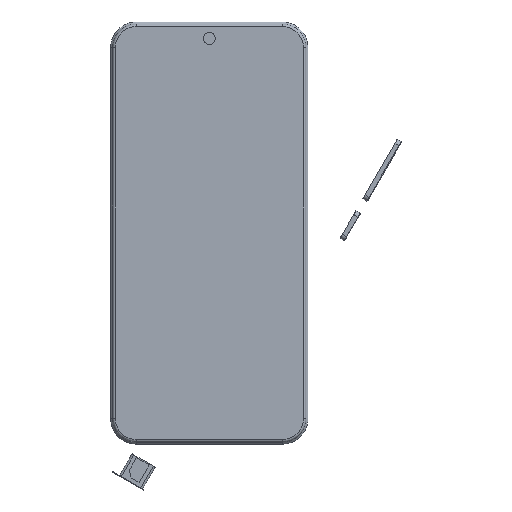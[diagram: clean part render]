
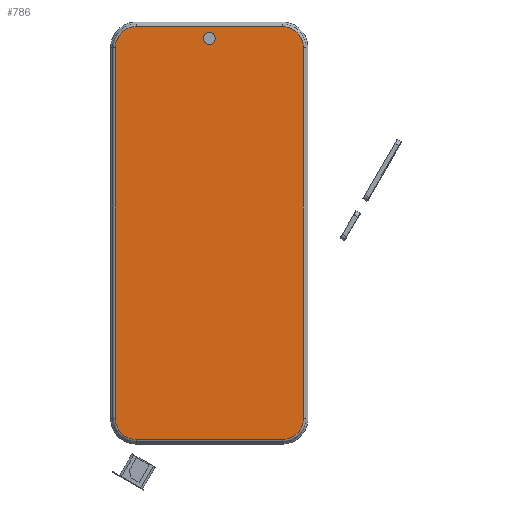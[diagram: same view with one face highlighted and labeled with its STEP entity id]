
A CAD part, top view. The second image highlights one B-rep face of the part: STEP entity #786.
In plain terms, the highlighted planar face has unit normal (0, 0, 1).
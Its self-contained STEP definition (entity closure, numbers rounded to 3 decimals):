
#66 = VECTOR ( 'NONE', #2307, 1000. ) ;
#218 = AXIS2_PLACEMENT_3D ( 'NONE', #5983, #679, #5071 ) ;
#399 = PLANE ( 'NONE',  #5264 ) ;
#653 = LINE ( 'NONE', #4624, #854 ) ;
#679 = DIRECTION ( 'NONE',  ( 0., 0., 1. ) ) ;
#702 = DIRECTION ( 'NONE',  ( 0., 0., 1. ) ) ;
#784 = DIRECTION ( 'NONE',  ( 0., 0., 1. ) ) ;
#786 = ADVANCED_FACE ( 'NONE', ( #2872, #4814 ), #399, .T. ) ;
#854 = VECTOR ( 'NONE', #4046, 1000. ) ;
#882 = DIRECTION ( 'NONE',  ( 0., 0., 1. ) ) ;
#918 = VERTEX_POINT ( 'NONE', #4094 ) ;
#958 = ORIENTED_EDGE ( 'NONE', *, *, #3526, .T. ) ;
#1001 = VECTOR ( 'NONE', #1802, 1000. ) ;
#1017 = DIRECTION ( 'NONE',  ( 1., 0., 0. ) ) ;
#1199 = CARTESIAN_POINT ( 'NONE',  ( 28.5, 80.565, 9.23 ) ) ;
#1210 = LINE ( 'NONE', #3289, #4768 ) ;
#1248 = VERTEX_POINT ( 'NONE', #3354 ) ;
#1292 = DIRECTION ( 'NONE',  ( 1., 0., 0. ) ) ;
#1486 = DIRECTION ( 'NONE',  ( 0., 0., 1. ) ) ;
#1523 = DIRECTION ( 'NONE',  ( 0., 0., 1. ) ) ;
#1595 = AXIS2_PLACEMENT_3D ( 'NONE', #4694, #702, #5569 ) ;
#1656 = EDGE_CURVE ( 'NONE', #4395, #2155, #5389, .T. ) ;
#1774 = CARTESIAN_POINT ( 'NONE',  ( 36.705, 72.36, 9.23 ) ) ;
#1802 = DIRECTION ( 'NONE',  ( -1., 0., 0. ) ) ;
#1821 = EDGE_CURVE ( 'NONE', #3739, #5182, #653, .T. ) ;
#1885 = VERTEX_POINT ( 'NONE', #6043 ) ;
#2052 = CARTESIAN_POINT ( 'NONE',  ( 28.5, 72.36, 9.23 ) ) ;
#2140 = CARTESIAN_POINT ( 'NONE',  ( -36.705, 72.36, 9.23 ) ) ;
#2155 = VERTEX_POINT ( 'NONE', #4065 ) ;
#2238 = EDGE_CURVE ( 'NONE', #1885, #918, #1210, .T. ) ;
#2307 = DIRECTION ( 'NONE',  ( 0., 1., 0. ) ) ;
#2409 = CARTESIAN_POINT ( 'NONE',  ( -28.5, 80.565, 9.23 ) ) ;
#2471 = CARTESIAN_POINT ( 'NONE',  ( 0., 75.95, 9.23 ) ) ;
#2504 = AXIS2_PLACEMENT_3D ( 'NONE', #2471, #1523, #1017 ) ;
#2872 = FACE_BOUND ( 'NONE', #4070, .T. ) ;
#2915 = EDGE_CURVE ( 'NONE', #2155, #4395, #4039, .T. ) ;
#2953 = ORIENTED_EDGE ( 'NONE', *, *, #3353, .T. ) ;
#3274 = CARTESIAN_POINT ( 'NONE',  ( 28.5, -72.36, 9.23 ) ) ;
#3284 = EDGE_CURVE ( 'NONE', #1248, #3797, #4598, .T. ) ;
#3289 = CARTESIAN_POINT ( 'NONE',  ( 28.5, -80.565, 9.23 ) ) ;
#3353 = EDGE_CURVE ( 'NONE', #5182, #1885, #4288, .T. ) ;
#3354 = CARTESIAN_POINT ( 'NONE',  ( 36.705, 72.36, 9.23 ) ) ;
#3380 = CARTESIAN_POINT ( 'NONE',  ( -28.5, 80.565, 9.23 ) ) ;
#3403 = CARTESIAN_POINT ( 'NONE',  ( 28.5, -72.36, 9.23 ) ) ;
#3526 = EDGE_CURVE ( 'NONE', #4506, #1248, #4215, .T. ) ;
#3577 = VERTEX_POINT ( 'NONE', #2409 ) ;
#3739 = VERTEX_POINT ( 'NONE', #2140 ) ;
#3797 = VERTEX_POINT ( 'NONE', #1199 ) ;
#3980 = EDGE_CURVE ( 'NONE', #3577, #3739, #5838, .T. ) ;
#4039 = CIRCLE ( 'NONE', #218, 2.324 ) ;
#4046 = DIRECTION ( 'NONE',  ( 0., -1., 0. ) ) ;
#4065 = CARTESIAN_POINT ( 'NONE',  ( -2.324, 75.95, 9.23 ) ) ;
#4070 = EDGE_LOOP ( 'NONE', ( #5568, #4965 ) ) ;
#4094 = CARTESIAN_POINT ( 'NONE',  ( 28.5, -80.565, 9.23 ) ) ;
#4215 = LINE ( 'NONE', #1774, #66 ) ;
#4288 = CIRCLE ( 'NONE', #1595, 8.205 ) ;
#4289 = DIRECTION ( 'NONE',  ( 1., 0., 0. ) ) ;
#4371 = CARTESIAN_POINT ( 'NONE',  ( 2.324, 75.95, 9.23 ) ) ;
#4395 = VERTEX_POINT ( 'NONE', #4371 ) ;
#4435 = DIRECTION ( 'NONE',  ( 1., 0., 0. ) ) ;
#4503 = CARTESIAN_POINT ( 'NONE',  ( -36.705, -72.36, 9.23 ) ) ;
#4506 = VERTEX_POINT ( 'NONE', #5544 ) ;
#4598 = CIRCLE ( 'NONE', #5310, 8.205 ) ;
#4624 = CARTESIAN_POINT ( 'NONE',  ( -36.705, -72.36, 9.23 ) ) ;
#4694 = CARTESIAN_POINT ( 'NONE',  ( -28.5, -72.36, 9.23 ) ) ;
#4768 = VECTOR ( 'NONE', #4289, 1000. ) ;
#4814 = FACE_OUTER_BOUND ( 'NONE', #5777, .T. ) ;
#4926 = AXIS2_PLACEMENT_3D ( 'NONE', #3274, #784, #5335 ) ;
#4927 = AXIS2_PLACEMENT_3D ( 'NONE', #6283, #882, #1292 ) ;
#4965 = ORIENTED_EDGE ( 'NONE', *, *, #2915, .F. ) ;
#5071 = DIRECTION ( 'NONE',  ( 1., 0., 0. ) ) ;
#5075 = EDGE_CURVE ( 'NONE', #918, #4506, #5423, .T. ) ;
#5086 = EDGE_CURVE ( 'NONE', #3797, #3577, #5758, .T. ) ;
#5139 = DIRECTION ( 'NONE',  ( 1., 0., 0. ) ) ;
#5182 = VERTEX_POINT ( 'NONE', #4503 ) ;
#5264 = AXIS2_PLACEMENT_3D ( 'NONE', #3403, #1486, #4435 ) ;
#5310 = AXIS2_PLACEMENT_3D ( 'NONE', #2052, #6061, #5139 ) ;
#5314 = ORIENTED_EDGE ( 'NONE', *, *, #5086, .T. ) ;
#5335 = DIRECTION ( 'NONE',  ( 1., 0., 0. ) ) ;
#5371 = ORIENTED_EDGE ( 'NONE', *, *, #5075, .T. ) ;
#5389 = CIRCLE ( 'NONE', #2504, 2.324 ) ;
#5395 = ORIENTED_EDGE ( 'NONE', *, *, #1821, .T. ) ;
#5423 = CIRCLE ( 'NONE', #4926, 8.205 ) ;
#5544 = CARTESIAN_POINT ( 'NONE',  ( 36.705, -72.36, 9.23 ) ) ;
#5568 = ORIENTED_EDGE ( 'NONE', *, *, #1656, .F. ) ;
#5569 = DIRECTION ( 'NONE',  ( 1., 0., 0. ) ) ;
#5704 = ORIENTED_EDGE ( 'NONE', *, *, #3284, .T. ) ;
#5758 = LINE ( 'NONE', #3380, #1001 ) ;
#5777 = EDGE_LOOP ( 'NONE', ( #2953, #6129, #5371, #958, #5704, #5314, #5804, #5395 ) ) ;
#5804 = ORIENTED_EDGE ( 'NONE', *, *, #3980, .T. ) ;
#5838 = CIRCLE ( 'NONE', #4927, 8.205 ) ;
#5983 = CARTESIAN_POINT ( 'NONE',  ( 0., 75.95, 9.23 ) ) ;
#6043 = CARTESIAN_POINT ( 'NONE',  ( -28.5, -80.565, 9.23 ) ) ;
#6061 = DIRECTION ( 'NONE',  ( 0., 0., 1. ) ) ;
#6129 = ORIENTED_EDGE ( 'NONE', *, *, #2238, .T. ) ;
#6283 = CARTESIAN_POINT ( 'NONE',  ( -28.5, 72.36, 9.23 ) ) ;
